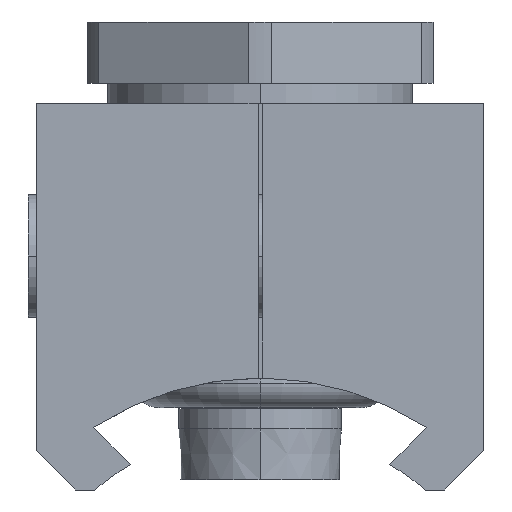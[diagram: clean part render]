
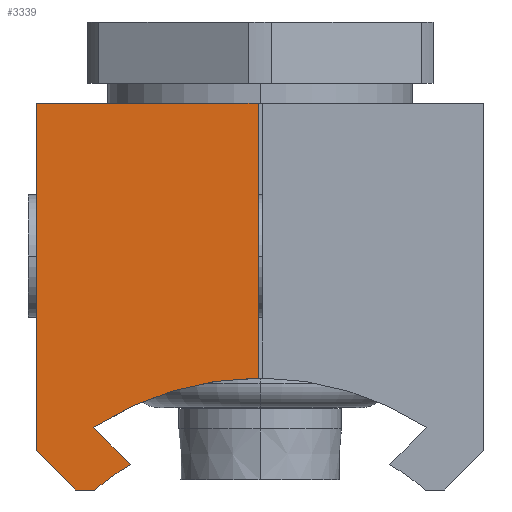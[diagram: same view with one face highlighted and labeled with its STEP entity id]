
A CAD part, front view. The second image highlights one B-rep face of the part: STEP entity #3339.
In plain terms, the highlighted planar face has unit normal (0, -1, 0).
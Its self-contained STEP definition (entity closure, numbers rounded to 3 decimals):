
#74 = VECTOR ( 'NONE', #498, 1000. ) ;
#179 = CARTESIAN_POINT ( 'NONE',  ( -6.371, -22.5, 10.755 ) ) ;
#196 = VERTEX_POINT ( 'NONE', #3370 ) ;
#211 = VERTEX_POINT ( 'NONE', #1722 ) ;
#240 = CIRCLE ( 'NONE', #2379, 12.5 ) ;
#246 = ORIENTED_EDGE ( 'NONE', *, *, #759, .F. ) ;
#296 = DIRECTION ( 'NONE',  ( 1., 0., 0. ) ) ;
#325 = EDGE_CURVE ( 'NONE', #411, #731, #240, .T. ) ;
#381 = VERTEX_POINT ( 'NONE', #1885 ) ;
#399 = DIRECTION ( 'NONE',  ( 0., -1., 0. ) ) ;
#411 = VERTEX_POINT ( 'NONE', #179 ) ;
#436 = DIRECTION ( 'NONE',  ( 0., 0., 1. ) ) ;
#452 = VERTEX_POINT ( 'NONE', #475 ) ;
#475 = CARTESIAN_POINT ( 'NONE',  ( -0.1, -22.5, 28.5 ) ) ;
#498 = DIRECTION ( 'NONE',  ( -0.707, 0., 0.707 ) ) ;
#551 = VECTOR ( 'NONE', #436, 1000. ) ;
#585 = EDGE_LOOP ( 'NONE', ( #1918, #3483, #2240, #2418, #817, #1860, #2281, #246 ) ) ;
#594 = VECTOR ( 'NONE', #3311, 1000. ) ;
#636 = CARTESIAN_POINT ( 'NONE',  ( 0., -22.5, 0. ) ) ;
#653 = DIRECTION ( 'NONE',  ( 0., -1., 0. ) ) ;
#731 = VERTEX_POINT ( 'NONE', #3025 ) ;
#759 = EDGE_CURVE ( 'NONE', #731, #211, #2237, .T. ) ;
#817 = ORIENTED_EDGE ( 'NONE', *, *, #1552, .F. ) ;
#818 = CARTESIAN_POINT ( 'NONE',  ( -8.124, -22.5, 9.5 ) ) ;
#930 = DIRECTION ( 'NONE',  ( -1., 0., 0. ) ) ;
#999 = EDGE_CURVE ( 'NONE', #452, #2068, #3211, .T. ) ;
#1012 = CARTESIAN_POINT ( 'NONE',  ( 0., -22.5, 0. ) ) ;
#1281 = DIRECTION ( 'NONE',  ( 0., 0., -1. ) ) ;
#1336 = VERTEX_POINT ( 'NONE', #1522 ) ;
#1497 = DIRECTION ( 'NONE',  ( 0., 0., -1. ) ) ;
#1510 = CARTESIAN_POINT ( 'NONE',  ( -0.1, -22.5, 15. ) ) ;
#1522 = CARTESIAN_POINT ( 'NONE',  ( -11., -22.5, 28.5 ) ) ;
#1533 = LINE ( 'NONE', #2435, #551 ) ;
#1552 = EDGE_CURVE ( 'NONE', #1336, #452, #2763, .T. ) ;
#1554 = DIRECTION ( 'NONE',  ( 0., -1., 0. ) ) ;
#1649 = EDGE_CURVE ( 'NONE', #196, #411, #1994, .T. ) ;
#1722 = CARTESIAN_POINT ( 'NONE',  ( -9.076, -22.5, 9.5 ) ) ;
#1860 = ORIENTED_EDGE ( 'NONE', *, *, #2764, .F. ) ;
#1870 = CARTESIAN_POINT ( 'NONE',  ( -0.1, -22.5, 15. ) ) ;
#1885 = CARTESIAN_POINT ( 'NONE',  ( -11., -22.5, 11.424 ) ) ;
#1918 = ORIENTED_EDGE ( 'NONE', *, *, #325, .F. ) ;
#1941 = VECTOR ( 'NONE', #3059, 1000. ) ;
#1994 = LINE ( 'NONE', #2212, #1941 ) ;
#2068 = VERTEX_POINT ( 'NONE', #1510 ) ;
#2149 = CARTESIAN_POINT ( 'NONE',  ( -9.076, -22.5, 9.5 ) ) ;
#2212 = CARTESIAN_POINT ( 'NONE',  ( -8.186, -22.5, 12.57 ) ) ;
#2219 = PLANE ( 'NONE',  #2705 ) ;
#2237 = LINE ( 'NONE', #818, #594 ) ;
#2240 = ORIENTED_EDGE ( 'NONE', *, *, #2393, .F. ) ;
#2281 = ORIENTED_EDGE ( 'NONE', *, *, #3250, .F. ) ;
#2379 = AXIS2_PLACEMENT_3D ( 'NONE', #636, #653, #1497 ) ;
#2393 = EDGE_CURVE ( 'NONE', #2068, #196, #2921, .T. ) ;
#2418 = ORIENTED_EDGE ( 'NONE', *, *, #999, .F. ) ;
#2435 = CARTESIAN_POINT ( 'NONE',  ( -11., -22.5, 11.424 ) ) ;
#2504 = FACE_OUTER_BOUND ( 'NONE', #585, .T. ) ;
#2654 = DIRECTION ( 'NONE',  ( 0., 0., 1. ) ) ;
#2705 = AXIS2_PLACEMENT_3D ( 'NONE', #1012, #399, #930 ) ;
#2763 = LINE ( 'NONE', #3374, #2852 ) ;
#2764 = EDGE_CURVE ( 'NONE', #381, #1336, #1533, .T. ) ;
#2852 = VECTOR ( 'NONE', #296, 1000. ) ;
#2921 = CIRCLE ( 'NONE', #3444, 15. ) ;
#2991 = LINE ( 'NONE', #2149, #74 ) ;
#3025 = CARTESIAN_POINT ( 'NONE',  ( -8.124, -22.5, 9.5 ) ) ;
#3059 = DIRECTION ( 'NONE',  ( 0.707, 0., -0.707 ) ) ;
#3143 = VECTOR ( 'NONE', #1281, 1000. ) ;
#3211 = LINE ( 'NONE', #1870, #3143 ) ;
#3250 = EDGE_CURVE ( 'NONE', #211, #381, #2991, .T. ) ;
#3311 = DIRECTION ( 'NONE',  ( -1., 0., 0. ) ) ;
#3339 = ADVANCED_FACE ( 'NONE', ( #2504 ), #2219, .T. ) ;
#3370 = CARTESIAN_POINT ( 'NONE',  ( -8.186, -22.5, 12.57 ) ) ;
#3374 = CARTESIAN_POINT ( 'NONE',  ( -0.1, -22.5, 28.5 ) ) ;
#3444 = AXIS2_PLACEMENT_3D ( 'NONE', #3489, #1554, #2654 ) ;
#3483 = ORIENTED_EDGE ( 'NONE', *, *, #1649, .F. ) ;
#3489 = CARTESIAN_POINT ( 'NONE',  ( 0., -22.5, 0. ) ) ;
